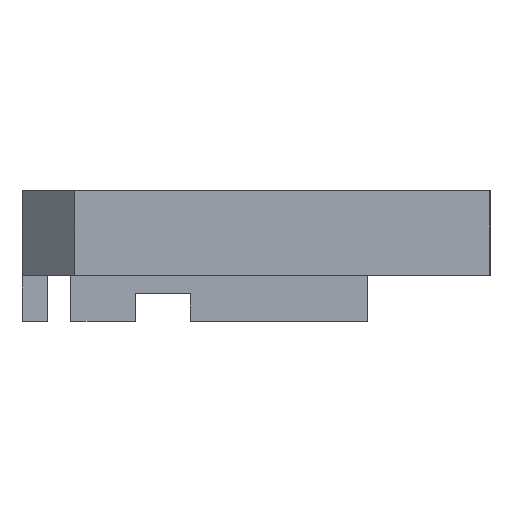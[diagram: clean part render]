
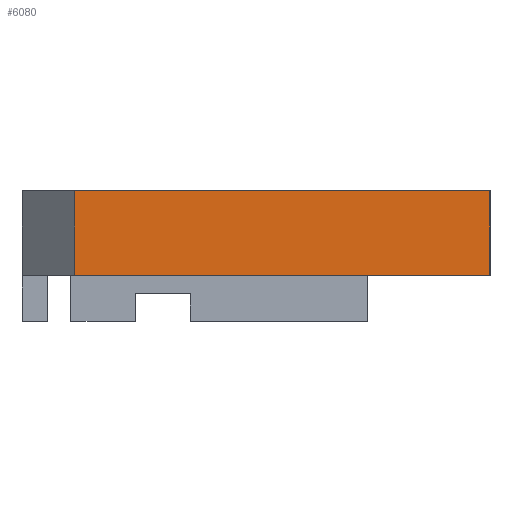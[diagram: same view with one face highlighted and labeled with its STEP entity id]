
A CAD part, left-side view. The second image highlights one B-rep face of the part: STEP entity #6080.
In plain terms, the highlighted planar face has unit normal (-1, 0, 0).
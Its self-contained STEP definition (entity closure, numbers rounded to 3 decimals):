
#193=PLANE('',#6480);
#506=FACE_OUTER_BOUND('',#880,.T.);
#880=EDGE_LOOP('',(#5563,#5564,#5565,#5566));
#1673=LINE('',#20764,#2121);
#1680=LINE('',#20779,#2128);
#1767=LINE('',#20965,#2215);
#1784=LINE('',#21031,#2232);
#2121=VECTOR('',#7405,10.);
#2128=VECTOR('',#7420,10.);
#2215=VECTOR('',#7617,10.);
#2232=VECTOR('',#7700,10.);
#2771=VERTEX_POINT('',#20761);
#2772=VERTEX_POINT('',#20763);
#2776=VERTEX_POINT('',#20777);
#2820=VERTEX_POINT('',#20963);
#3612=EDGE_CURVE('',#2772,#2771,#1673,.T.);
#3621=EDGE_CURVE('',#2776,#2771,#1680,.T.);
#3713=EDGE_CURVE('',#2820,#2776,#1767,.T.);
#3746=EDGE_CURVE('',#2820,#2772,#1784,.F.);
#5563=ORIENTED_EDGE('',*,*,#3612,.T.);
#5564=ORIENTED_EDGE('',*,*,#3621,.F.);
#5565=ORIENTED_EDGE('',*,*,#3713,.F.);
#5566=ORIENTED_EDGE('',*,*,#3746,.T.);
#6080=ADVANCED_FACE('',(#506),#193,.T.);
#6480=AXIS2_PLACEMENT_3D('',#21032,#7701,#7702);
#7405=DIRECTION('',(0.,-1.,0.));
#7420=DIRECTION('',(0.,0.,-1.));
#7617=DIRECTION('',(0.,-1.,0.));
#7700=DIRECTION('',(0.,0.,1.));
#7701=DIRECTION('center_axis',(-1.,0.,0.));
#7702=DIRECTION('ref_axis',(0.,1.,0.));
#20761=CARTESIAN_POINT('',(84.7,54.898,555.82));
#20763=CARTESIAN_POINT('',(84.7,122.748,555.82));
#20764=CARTESIAN_POINT('',(84.7,95.898,555.82));
#20777=CARTESIAN_POINT('',(84.7,54.898,569.67));
#20779=CARTESIAN_POINT('',(84.7,54.898,569.67));
#20963=CARTESIAN_POINT('',(84.7,122.748,569.67));
#20965=CARTESIAN_POINT('',(84.7,64.898,569.67));
#21031=CARTESIAN_POINT('',(84.7,122.748,568.67));
#21032=CARTESIAN_POINT('Origin',(84.7,64.898,568.67));
